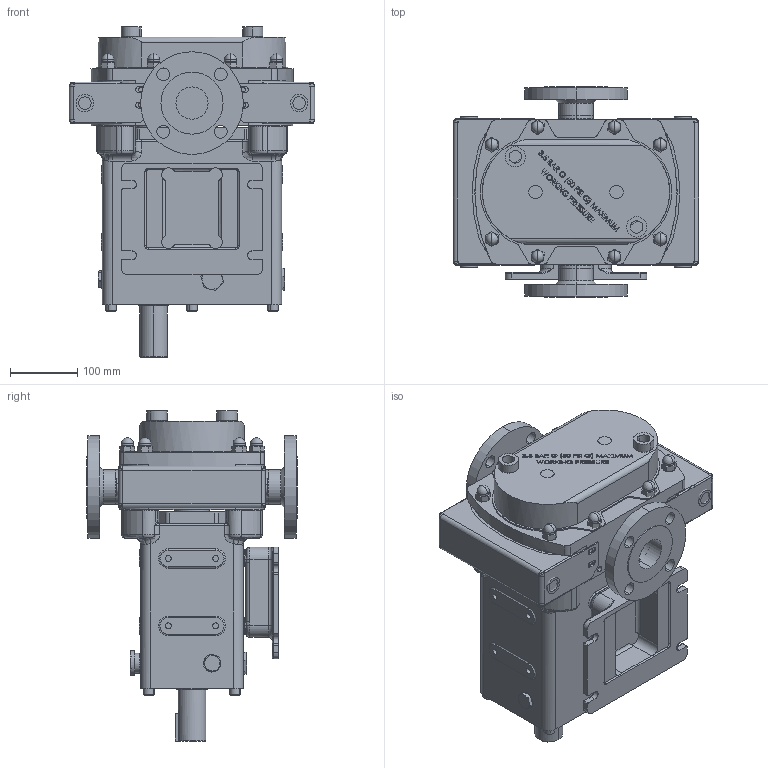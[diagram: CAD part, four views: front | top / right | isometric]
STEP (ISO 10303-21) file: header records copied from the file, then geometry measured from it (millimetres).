
FILE_DESCRIPTION (( 'STEP AP214' ), '1' );
FILE_NAME ('GA4089.STEP', '2024-11-06T21:08:02', ( '' ), ( '' ), 'SwSTEP 2.0', 'SolidWorks 2023', '' );
FILE_SCHEMA (( 'AUTOMOTIVE_DESIGN' ));
Length unit declared in the file: millimetre
Products named in the file (5): GA4089; Copy of R0450 CPP V LHD^GA4089; Copy of Z94-5301-33 - 2 INCH ASA 150^GA4089; Copy of Size 4 Bolt on Jacket RC^GA4089; Copy of Frame 4 Bolt on Jacket^GA4089
Assembly tree (6 placements, depth 2):
  GA4089
    Copy of R0450 CPP V LHD^GA4089
    Copy of Z94-5301-33 - 2 INCH ASA 150^GA4089  x2
    Copy of Frame 4 Bolt on Jacket^GA4089
    Copy of Size 4 Bolt on Jacket RC^GA4089  x2
Bounding box: 364 x 312 x 490 mm (x, y, z)
Volume: 17750445.5 mm3; surface area: 1190547.8 mm2
Topology: 12 solids, 12 shells, 1806 faces, 4504 edges, 2793 vertices
Faces by surface type: plane 775, cylinder 479, bspline 260, cone 172, torus 96, sphere 24
Entity records: 63576 total; most frequent: CARTESIAN_POINT 25974, ORIENTED_EDGE 8064, DIRECTION 7265, EDGE_CURVE 4032, AXIS2_PLACEMENT_3D 2564, VERTEX_POINT 2531, LINE 2137, VECTOR 2137
